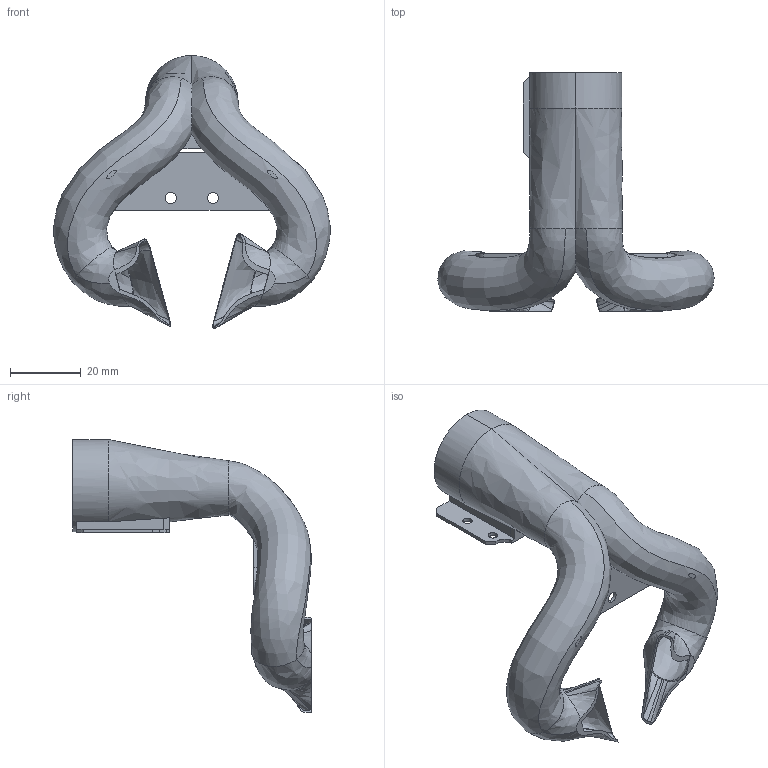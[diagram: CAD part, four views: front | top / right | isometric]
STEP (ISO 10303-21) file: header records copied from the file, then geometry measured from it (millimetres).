
FILE_DESCRIPTION (( 'STEP AP214' ), '1' );
FILE_NAME ('V10pipeworkV2.STEP', '2021-12-27T22:05:51', ( '' ), ( '' ), 'SwSTEP 2.0', 'SolidWorks 2016', '' );
FILE_SCHEMA (( 'AUTOMOTIVE_DESIGN' ));
Length unit declared in the file: millimetre
Products named in the file (2): V10pipeworkV2
Bounding box: 77.89 x 67.2 x 76.91 mm (x, y, z)
Volume: 12255.5 mm3; surface area: 23163.6 mm2
Topology: 2 solids, 2 shells, 112 faces, 361 edges, 250 vertices
Faces by surface type: bspline 56, plane 40, cylinder 16
Entity records: 30258 total; most frequent: CARTESIAN_POINT 27561, ORIENTED_EDGE 722, EDGE_CURVE 361, DIRECTION 281, VERTEX_POINT 250, B_SPLINE_CURVE_WITH_KNOTS 233, EDGE_LOOP 127, FACE_OUTER_BOUND 112
